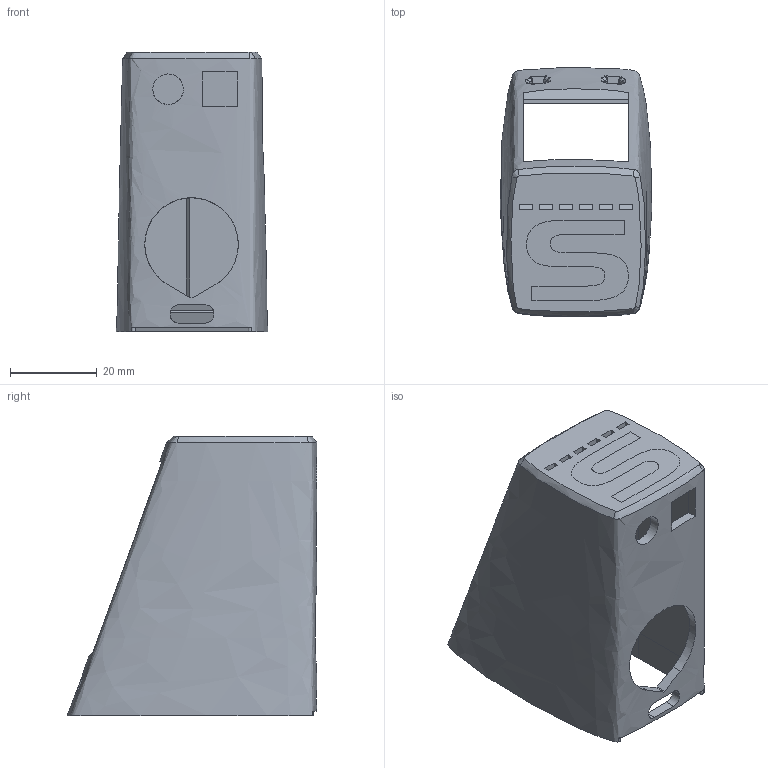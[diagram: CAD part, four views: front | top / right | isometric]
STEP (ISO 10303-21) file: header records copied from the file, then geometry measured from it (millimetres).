
FILE_DESCRIPTION(/* description */ (''),/* implementation_level */ '2;1');
FILE_NAME(/* name */ 'SEN6x IAQ Top Shell without insert without Logo.step',/* time_stamp */ '2025-05-10T12:45:29+02:00',/* author */ (''),/* organization */ (''),/* preprocessor_version */ 'ST-DEVELOPER v20.1',/* originating_system */ 'Autodesk Translation Framework v14.4.0.0',/* authorisation */ '');
FILE_SCHEMA (('AUTOMOTIVE_DESIGN { 1 0 10303 214 3 1 1 }'));
Length unit declared in the file: millimetre
Products named in the file (3): SEN6x IAQ B0-Sample; Top Shell; Top Shell no insert
Assembly tree (2 placements, depth 2):
  SEN6x IAQ B0-Sample
    Top Shell
    Top Shell no insert
Bounding box: 34.82 x 57.39 x 64.26 mm (x, y, z)
Volume: 26429.3 mm3; surface area: 21505 mm2
Topology: 2 solids, 2 shells, 242 faces, 717 edges, 475 vertices
Faces by surface type: plane 158, bspline 45, cylinder 37, cone 2
Full cylindrical faces by diameter (mm): 3 x1, 7.042 x1
Entity records: 11288 total; most frequent: CARTESIAN_POINT 5152, ORIENTED_EDGE 1434, DIRECTION 1000, EDGE_CURVE 717, VERTEX_POINT 475, LINE 462, VECTOR 462, AXIS2_PLACEMENT_3D 269
